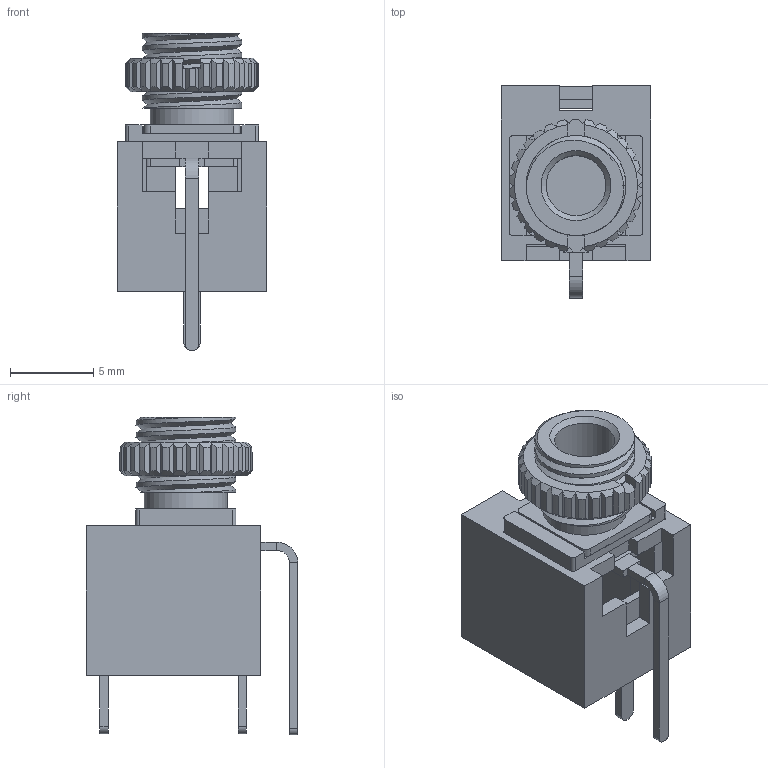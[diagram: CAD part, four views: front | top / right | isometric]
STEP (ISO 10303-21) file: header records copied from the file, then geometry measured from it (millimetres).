
FILE_DESCRIPTION(('FreeCAD Model'),'2;1');
FILE_NAME('PJ398SM_Knurl_nut.step','2021-03-19T21:54:18',('Author'),(''), 'Open CASCADE STEP processor 7.3','FreeCAD','Unknown');
FILE_SCHEMA(('AUTOMOTIVE_DESIGN { 1 0 10303 214 1 1 1 1 }'));
Length unit declared in the file: millimetre
Products named in the file (6): Body; S; Hole; TN; T; Knurl_nut
Bounding box: 9 x 12.73 x 19.05 mm (x, y, z)
Volume: 557.6 mm3; surface area: 1560.5 mm2
Topology: 6 solids, 6 shells, 263 faces, 712 edges, 459 vertices
Faces by surface type: plane 182, cylinder 62, bspline 14, cone 5
Full cylindrical faces by diameter (mm): 3.6 x2, 5 x1, 6 x6
Entity records: 22327 total; most frequent: CARTESIAN_POINT 8019, DIRECTION 2664, LINE 1511, VECTOR 1511, ORIENTED_EDGE 1424, PCURVE 1424, DEFINITIONAL_REPRESENTATION 1424, EDGE_CURVE 712
